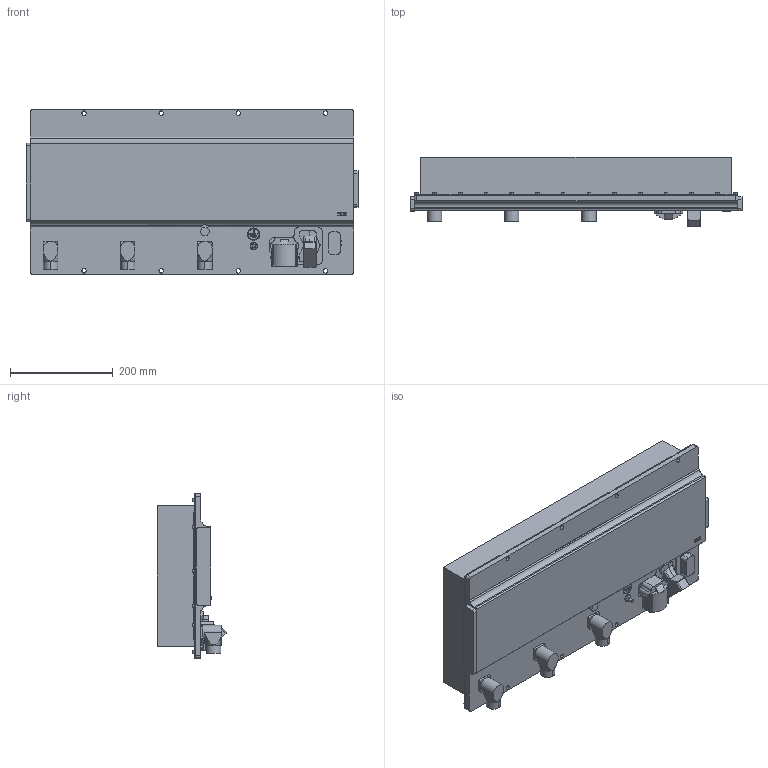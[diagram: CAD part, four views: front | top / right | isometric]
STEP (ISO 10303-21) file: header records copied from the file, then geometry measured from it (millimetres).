
FILE_DESCRIPTION (( 'STEP AP214' ), '1' );
FILE_NAME ('00T6A0C-0008.STEP', '2022-10-20T07:25:52', ( '' ), ( '' ), 'SwSTEP 2.0', 'SolidWorks 2022', '' );
FILE_SCHEMA (( 'AUTOMOTIVE_DESIGN' ));
Length unit declared in the file: millimetre
Products named in the file (10): Kundenmodell^10043672_000; Kundenmodell^10044120_000; 10043652_000; 10014325_000; 10044484_000; Kundenmodell^10043652_000; 00T6A0C-0008; 10043672_000; 10044120_000; Kundenmodell^10044484_000
Assembly tree (11 placements, depth 3):
  00T6A0C-0008
    10044484_000
      Kundenmodell^10044484_000
    10043652_000
      Kundenmodell^10043652_000
    10044120_000
      Kundenmodell^10044120_000
    10043672_000  x3
      Kundenmodell^10043672_000
    10014325_000
Bounding box: 646 x 135.22 x 320 mm (x, y, z)
Volume: 17201669.8 mm3; surface area: 1049845.9 mm2
Topology: 12 solids, 16 shells, 702 faces, 1800 edges, 1184 vertices
Faces by surface type: plane 300, cylinder 251, bspline 70, cone 57, torus 24
Entity records: 23464 total; most frequent: CARTESIAN_POINT 8148, ORIENTED_EDGE 3160, DIRECTION 2936, EDGE_CURVE 1580, AXIS2_PLACEMENT_3D 1075, VERTEX_POINT 1038, VECTOR 786, LINE 786
